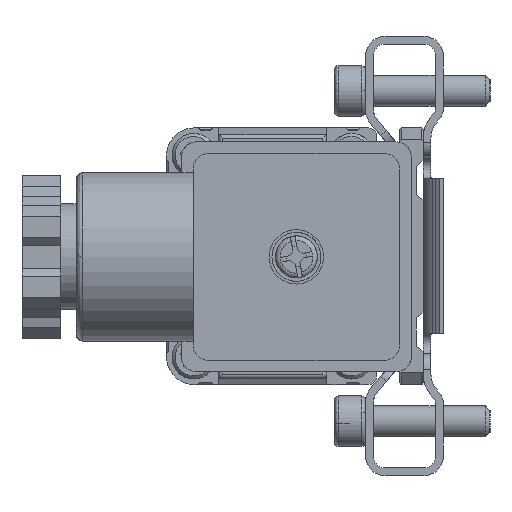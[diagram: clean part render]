
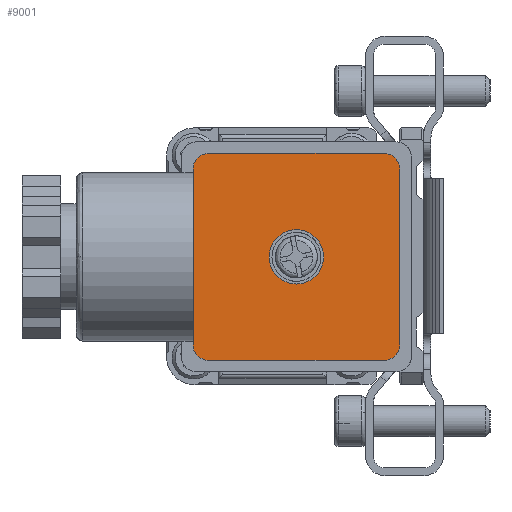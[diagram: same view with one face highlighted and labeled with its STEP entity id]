
A CAD part, left-side view. The second image highlights one B-rep face of the part: STEP entity #9001.
In plain terms, the highlighted planar face has unit normal (-1, 0, 0).
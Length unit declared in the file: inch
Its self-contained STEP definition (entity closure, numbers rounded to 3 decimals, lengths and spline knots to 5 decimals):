
#536 = DIRECTION ( 'NONE',  ( 0., 0., 1. ) ) ;
#694 = CARTESIAN_POINT ( 'NONE',  ( -1.07087, 1.16535, 0.12282 ) ) ;
#1809 = VERTEX_POINT ( 'NONE', #19481 ) ;
#2035 = CARTESIAN_POINT ( 'NONE',  ( -1.07087, 0.11811, 0.20156 ) ) ;
#2646 = CARTESIAN_POINT ( 'NONE',  ( -1.07087, 0.64173, 0.50865 ) ) ;
#2794 = VERTEX_POINT ( 'NONE', #2646 ) ;
#3244 = ORIENTED_EDGE ( 'NONE', *, *, #16443, .F. ) ;
#3281 = VECTOR ( 'NONE', #21679, 39.37008 ) ;
#4058 = DIRECTION ( 'NONE',  ( 1., 0., 0. ) ) ;
#4787 = EDGE_LOOP ( 'NONE', ( #20729 ) ) ;
#4885 = CARTESIAN_POINT ( 'NONE',  ( -1.07087, 0.11811, 1.09133 ) ) ;
#5223 = CARTESIAN_POINT ( 'NONE',  ( -1.07087, 1.16535, 1.17007 ) ) ;
#5378 = DIRECTION ( 'NONE',  ( 0., -1., 0. ) ) ;
#7532 = LINE ( 'NONE', #21972, #25347 ) ;
#7541 = CARTESIAN_POINT ( 'NONE',  ( -1.07087, 1.16535, 0.20156 ) ) ;
#7599 = AXIS2_PLACEMENT_3D ( 'NONE', #14690, #24162, #22697 ) ;
#8077 = AXIS2_PLACEMENT_3D ( 'NONE', #11850, #14012, #9656 ) ;
#8263 = EDGE_CURVE ( 'NONE', #23256, #11344, #27896, .T. ) ;
#8905 = VERTEX_POINT ( 'NONE', #20364 ) ;
#9001 = ADVANCED_FACE ( 'NONE', ( #11663, #25327 ), #11352, .F. ) ;
#9408 = DIRECTION ( 'NONE',  ( 0., 0., -1. ) ) ;
#9495 = VERTEX_POINT ( 'NONE', #7541 ) ;
#9656 = DIRECTION ( 'NONE',  ( 0., -1., 0. ) ) ;
#10077 = CARTESIAN_POINT ( 'NONE',  ( -1.07087, 0.19685, 1.17007 ) ) ;
#10162 = AXIS2_PLACEMENT_3D ( 'NONE', #15561, #23153, #15719 ) ;
#11344 = VERTEX_POINT ( 'NONE', #2035 ) ;
#11352 = PLANE ( 'NONE',  #17835 ) ;
#11663 = FACE_OUTER_BOUND ( 'NONE', #12210, .T. ) ;
#11744 = CARTESIAN_POINT ( 'NONE',  ( -1.07087, 0.64173, 0.64645 ) ) ;
#11850 = CARTESIAN_POINT ( 'NONE',  ( -1.07087, 0.19685, 1.09133 ) ) ;
#12050 = EDGE_CURVE ( 'NONE', #9495, #15982, #7532, .T. ) ;
#12210 = EDGE_LOOP ( 'NONE', ( #15967, #18082, #20385, #3244, #25251, #19359, #14866, #16471 ) ) ;
#13047 = CIRCLE ( 'NONE', #8077, 0.07874 ) ;
#13295 = CARTESIAN_POINT ( 'NONE',  ( -1.07087, 1.16535, 1.09133 ) ) ;
#13646 = EDGE_CURVE ( 'NONE', #1809, #9495, #16013, .T. ) ;
#14012 = DIRECTION ( 'NONE',  ( 1., 0., 0. ) ) ;
#14605 = VECTOR ( 'NONE', #5378, 39.37008 ) ;
#14690 = CARTESIAN_POINT ( 'NONE',  ( -1.07087, 1.08661, 0.20156 ) ) ;
#14866 = ORIENTED_EDGE ( 'NONE', *, *, #12050, .F. ) ;
#14898 = EDGE_CURVE ( 'NONE', #16820, #26316, #19820, .T. ) ;
#15131 = AXIS2_PLACEMENT_3D ( 'NONE', #11744, #30677, #9408 ) ;
#15542 = EDGE_CURVE ( 'NONE', #2794, #2794, #28524, .T. ) ;
#15561 = CARTESIAN_POINT ( 'NONE',  ( -1.07087, 0.19685, 0.20156 ) ) ;
#15719 = DIRECTION ( 'NONE',  ( 0., -1., 0. ) ) ;
#15967 = ORIENTED_EDGE ( 'NONE', *, *, #28705, .F. ) ;
#15982 = VERTEX_POINT ( 'NONE', #13295 ) ;
#16013 = CIRCLE ( 'NONE', #7599, 0.07874 ) ;
#16443 = EDGE_CURVE ( 'NONE', #26316, #23256, #13047, .T. ) ;
#16471 = ORIENTED_EDGE ( 'NONE', *, *, #13646, .F. ) ;
#16820 = VERTEX_POINT ( 'NONE', #26069 ) ;
#17835 = AXIS2_PLACEMENT_3D ( 'NONE', #27963, #4058, #30291 ) ;
#18082 = ORIENTED_EDGE ( 'NONE', *, *, #19781, .F. ) ;
#19351 = LINE ( 'NONE', #694, #3281 ) ;
#19359 = ORIENTED_EDGE ( 'NONE', *, *, #24049, .F. ) ;
#19481 = CARTESIAN_POINT ( 'NONE',  ( -1.07087, 1.08661, 0.12282 ) ) ;
#19771 = AXIS2_PLACEMENT_3D ( 'NONE', #29135, #27255, #26951 ) ;
#19781 = EDGE_CURVE ( 'NONE', #11344, #8905, #23565, .T. ) ;
#19820 = LINE ( 'NONE', #5223, #14605 ) ;
#20364 = CARTESIAN_POINT ( 'NONE',  ( -1.07087, 0.19685, 0.12282 ) ) ;
#20385 = ORIENTED_EDGE ( 'NONE', *, *, #8263, .F. ) ;
#20729 = ORIENTED_EDGE ( 'NONE', *, *, #15542, .F. ) ;
#21679 = DIRECTION ( 'NONE',  ( 0., 1., 0. ) ) ;
#21972 = CARTESIAN_POINT ( 'NONE',  ( -1.07087, 1.16535, 0.12282 ) ) ;
#22697 = DIRECTION ( 'NONE',  ( 0., -1., 0. ) ) ;
#23153 = DIRECTION ( 'NONE',  ( 1., 0., 0. ) ) ;
#23238 = CARTESIAN_POINT ( 'NONE',  ( -1.07087, 0.11811, 0.12282 ) ) ;
#23256 = VERTEX_POINT ( 'NONE', #4885 ) ;
#23565 = CIRCLE ( 'NONE', #10162, 0.07874 ) ;
#24049 = EDGE_CURVE ( 'NONE', #15982, #16820, #30665, .T. ) ;
#24162 = DIRECTION ( 'NONE',  ( 1., 0., 0. ) ) ;
#25100 = DIRECTION ( 'NONE',  ( 0., 0., -1. ) ) ;
#25251 = ORIENTED_EDGE ( 'NONE', *, *, #14898, .F. ) ;
#25327 = FACE_BOUND ( 'NONE', #4787, .T. ) ;
#25347 = VECTOR ( 'NONE', #536, 39.37008 ) ;
#26069 = CARTESIAN_POINT ( 'NONE',  ( -1.07087, 1.08661, 1.17007 ) ) ;
#26316 = VERTEX_POINT ( 'NONE', #10077 ) ;
#26951 = DIRECTION ( 'NONE',  ( 0., -1., 0. ) ) ;
#27255 = DIRECTION ( 'NONE',  ( 1., 0., 0. ) ) ;
#27896 = LINE ( 'NONE', #23238, #28462 ) ;
#27963 = CARTESIAN_POINT ( 'NONE',  ( -1.07087, 1.16535, 0.12282 ) ) ;
#28462 = VECTOR ( 'NONE', #25100, 39.37008 ) ;
#28524 = CIRCLE ( 'NONE', #15131, 0.1378 ) ;
#28705 = EDGE_CURVE ( 'NONE', #8905, #1809, #19351, .T. ) ;
#29135 = CARTESIAN_POINT ( 'NONE',  ( -1.07087, 1.08661, 1.09133 ) ) ;
#30291 = DIRECTION ( 'NONE',  ( 0., 0., 1. ) ) ;
#30665 = CIRCLE ( 'NONE', #19771, 0.07874 ) ;
#30677 = DIRECTION ( 'NONE',  ( -1., 0., 0. ) ) ;
